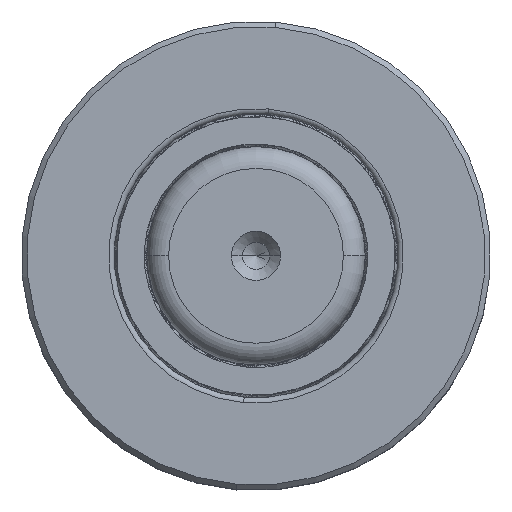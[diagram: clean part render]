
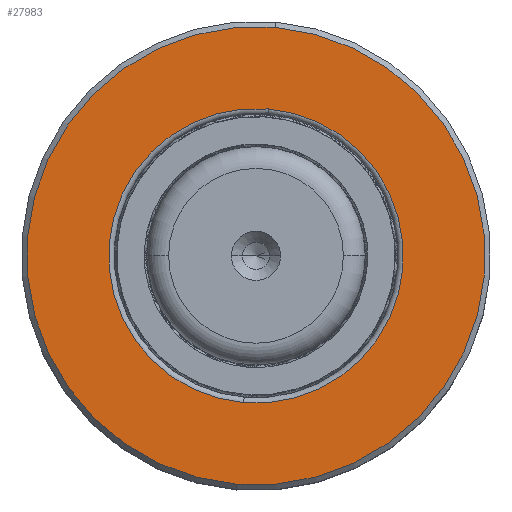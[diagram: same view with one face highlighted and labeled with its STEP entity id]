
A CAD part, top view. The second image highlights one B-rep face of the part: STEP entity #27983.
In plain terms, the highlighted face is planar.
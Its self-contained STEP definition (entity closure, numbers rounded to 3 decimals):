
#980 = CARTESIAN_POINT ( 'NONE',  ( 0., 10.687, -21. ) ) ;
#1136 = FACE_BOUND ( 'NONE', #18821, .T. ) ;
#1846 = ORIENTED_EDGE ( 'NONE', *, *, #5107, .F. ) ;
#2553 = DIRECTION ( 'NONE',  ( 0., 0., -1. ) ) ;
#2573 = VERTEX_POINT ( 'NONE', #15619 ) ;
#4082 = VERTEX_POINT ( 'NONE', #14407 ) ;
#4288 = AXIS2_PLACEMENT_3D ( 'NONE', #6796, #30995, #15042 ) ;
#4625 = AXIS2_PLACEMENT_3D ( 'NONE', #28244, #11802, #30922 ) ;
#5107 = EDGE_CURVE ( 'NONE', #4082, #25000, #13034, .T. ) ;
#5626 = CARTESIAN_POINT ( 'NONE',  ( 0., 10.687, 0. ) ) ;
#6796 = CARTESIAN_POINT ( 'NONE',  ( 0., 10.687, 0. ) ) ;
#8993 = ORIENTED_EDGE ( 'NONE', *, *, #20288, .T. ) ;
#9616 = CIRCLE ( 'NONE', #19173, 13.5 ) ;
#10634 = CIRCLE ( 'NONE', #30973, 21. ) ;
#10827 = FACE_OUTER_BOUND ( 'NONE', #12507, .T. ) ;
#11560 = PLANE ( 'NONE',  #4625 ) ;
#11802 = DIRECTION ( 'NONE',  ( 0., 1., 0. ) ) ;
#12295 = CARTESIAN_POINT ( 'NONE',  ( 0., 10.687, 0. ) ) ;
#12507 = EDGE_LOOP ( 'NONE', ( #25160, #1846 ) ) ;
#13034 = CIRCLE ( 'NONE', #4288, 21. ) ;
#14304 = CIRCLE ( 'NONE', #29245, 13.5 ) ;
#14407 = CARTESIAN_POINT ( 'NONE',  ( 0., 10.687, 21. ) ) ;
#14856 = EDGE_CURVE ( 'NONE', #25000, #4082, #10634, .T. ) ;
#15042 = DIRECTION ( 'NONE',  ( 0., 0., -1. ) ) ;
#15619 = CARTESIAN_POINT ( 'NONE',  ( 0., 10.687, 13.5 ) ) ;
#15902 = VERTEX_POINT ( 'NONE', #30573 ) ;
#18821 = EDGE_LOOP ( 'NONE', ( #8993, #25880 ) ) ;
#19019 = DIRECTION ( 'NONE',  ( 0., 0., -1. ) ) ;
#19173 = AXIS2_PLACEMENT_3D ( 'NONE', #5626, #29493, #2553 ) ;
#20288 = EDGE_CURVE ( 'NONE', #15902, #2573, #14304, .T. ) ;
#20409 = DIRECTION ( 'NONE',  ( 0., 0., -1. ) ) ;
#21912 = CARTESIAN_POINT ( 'NONE',  ( 0., 10.687, 0. ) ) ;
#22690 = EDGE_CURVE ( 'NONE', #2573, #15902, #9616, .T. ) ;
#24510 = DIRECTION ( 'NONE',  ( 0., -1., 0. ) ) ;
#25000 = VERTEX_POINT ( 'NONE', #980 ) ;
#25160 = ORIENTED_EDGE ( 'NONE', *, *, #14856, .F. ) ;
#25880 = ORIENTED_EDGE ( 'NONE', *, *, #22690, .T. ) ;
#27983 = ADVANCED_FACE ( 'NONE', ( #1136, #10827 ), #11560, .T. ) ;
#28244 = CARTESIAN_POINT ( 'NONE',  ( 21., 10.687, 0. ) ) ;
#29245 = AXIS2_PLACEMENT_3D ( 'NONE', #12295, #31065, #20409 ) ;
#29493 = DIRECTION ( 'NONE',  ( 0., -1., 0. ) ) ;
#30573 = CARTESIAN_POINT ( 'NONE',  ( 0., 10.687, -13.5 ) ) ;
#30922 = DIRECTION ( 'NONE',  ( 0., 0., 1. ) ) ;
#30973 = AXIS2_PLACEMENT_3D ( 'NONE', #21912, #24510, #19019 ) ;
#30995 = DIRECTION ( 'NONE',  ( 0., -1., 0. ) ) ;
#31065 = DIRECTION ( 'NONE',  ( 0., -1., 0. ) ) ;
